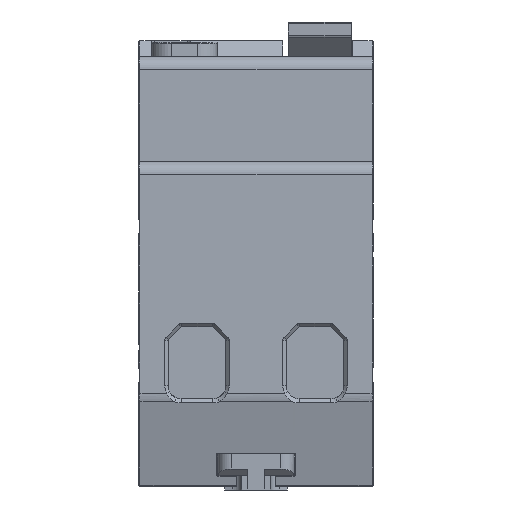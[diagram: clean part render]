
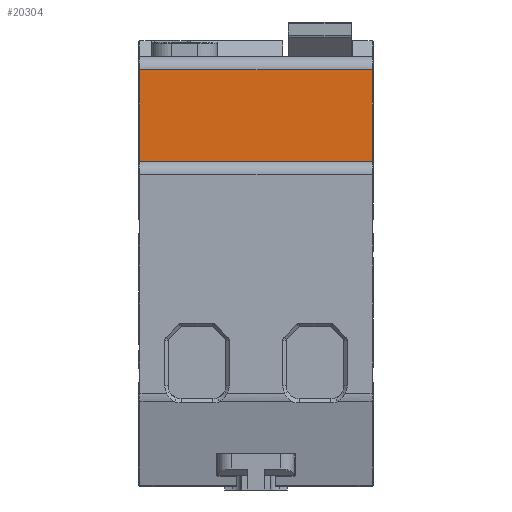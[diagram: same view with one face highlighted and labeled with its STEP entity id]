
A CAD part, left-side view. The second image highlights one B-rep face of the part: STEP entity #20304.
In plain terms, the highlighted planar face has unit normal (-1, 0, 0).
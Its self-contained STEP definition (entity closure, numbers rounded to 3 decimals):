
#605 = ORIENTED_EDGE ( 'NONE', *, *, #18128, .T. ) ;
#846 = EDGE_CURVE ( 'NONE', #36228, #6084, #25793, .T. ) ;
#1720 = LINE ( 'NONE', #12294, #20052 ) ;
#1807 = EDGE_CURVE ( 'NONE', #6084, #26803, #14950, .T. ) ;
#2556 = CARTESIAN_POINT ( 'NONE',  ( -27.98, -15.216, 32.176 ) ) ;
#3709 = ORIENTED_EDGE ( 'NONE', *, *, #32653, .T. ) ;
#4826 = DIRECTION ( 'NONE',  ( -1., 0., 0. ) ) ;
#6084 = VERTEX_POINT ( 'NONE', #29079 ) ;
#6276 = AXIS2_PLACEMENT_3D ( 'NONE', #21954, #4826, #24834 ) ;
#8845 = CARTESIAN_POINT ( 'NONE',  ( -27.98, 20.184, 46.676 ) ) ;
#10594 = VECTOR ( 'NONE', #14930, 1000. ) ;
#11293 = CARTESIAN_POINT ( 'NONE',  ( -27.98, 20.484, 46.176 ) ) ;
#12294 = CARTESIAN_POINT ( 'NONE',  ( -27.98, -15.216, 46.676 ) ) ;
#14139 = VERTEX_POINT ( 'NONE', #26942 ) ;
#14892 = FACE_OUTER_BOUND ( 'NONE', #34999, .T. ) ;
#14930 = DIRECTION ( 'NONE',  ( 0., 1., 0. ) ) ;
#14950 = LINE ( 'NONE', #8845, #29207 ) ;
#15091 = CARTESIAN_POINT ( 'NONE',  ( -27.98, 20.484, 32.176 ) ) ;
#16500 = VECTOR ( 'NONE', #31255, 1000. ) ;
#18128 = EDGE_CURVE ( 'NONE', #36228, #14139, #1720, .T. ) ;
#18250 = DIRECTION ( 'NONE',  ( 0., 0., 1. ) ) ;
#18481 = ORIENTED_EDGE ( 'NONE', *, *, #1807, .F. ) ;
#18944 = PLANE ( 'NONE',  #6276 ) ;
#20052 = VECTOR ( 'NONE', #18250, 1000. ) ;
#20304 = ADVANCED_FACE ( 'NONE', ( #14892 ), #18944, .T. ) ;
#21954 = CARTESIAN_POINT ( 'NONE',  ( -27.98, 20.484, 46.676 ) ) ;
#24834 = DIRECTION ( 'NONE',  ( 0., 0., 1. ) ) ;
#25793 = LINE ( 'NONE', #15091, #10594 ) ;
#26716 = DIRECTION ( 'NONE',  ( 0., 0., 1. ) ) ;
#26803 = VERTEX_POINT ( 'NONE', #32814 ) ;
#26942 = CARTESIAN_POINT ( 'NONE',  ( -27.98, -15.216, 46.176 ) ) ;
#29079 = CARTESIAN_POINT ( 'NONE',  ( -27.98, 20.184, 32.176 ) ) ;
#29207 = VECTOR ( 'NONE', #26716, 1000. ) ;
#31255 = DIRECTION ( 'NONE',  ( 0., 1., 0. ) ) ;
#31652 = LINE ( 'NONE', #11293, #16500 ) ;
#32338 = ORIENTED_EDGE ( 'NONE', *, *, #846, .F. ) ;
#32653 = EDGE_CURVE ( 'NONE', #14139, #26803, #31652, .T. ) ;
#32814 = CARTESIAN_POINT ( 'NONE',  ( -27.98, 20.184, 46.176 ) ) ;
#34999 = EDGE_LOOP ( 'NONE', ( #3709, #18481, #32338, #605 ) ) ;
#36228 = VERTEX_POINT ( 'NONE', #2556 ) ;
